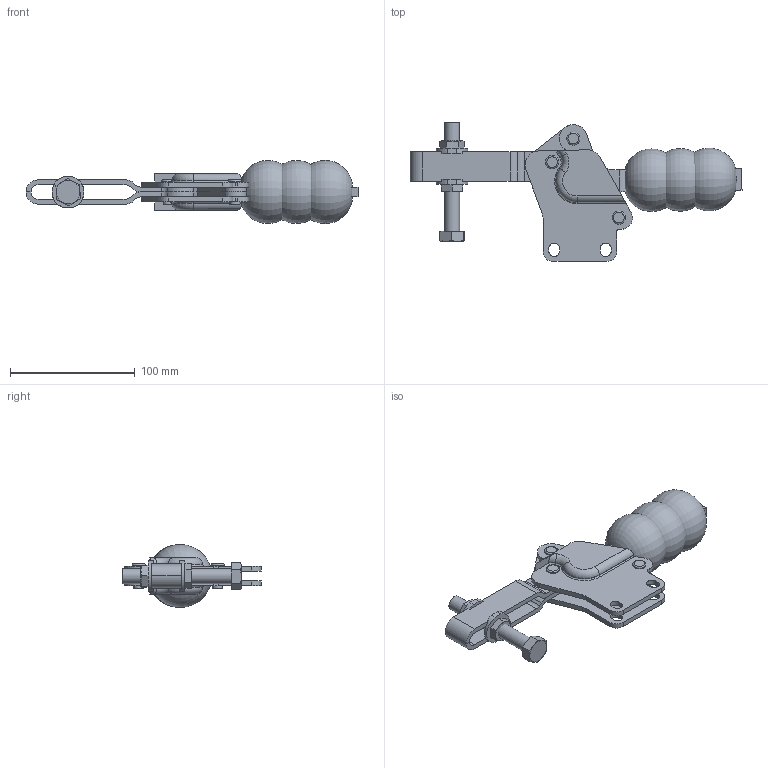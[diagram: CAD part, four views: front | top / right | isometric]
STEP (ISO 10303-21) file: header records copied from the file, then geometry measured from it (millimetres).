
FILE_DESCRIPTION(/* description */ ('Alibre Inc.'),/* implementation_level */ '2;1');
FILE_NAME(/* name */ 'export0',/* time_stamp */ '2012-02-17T12:19:22+01:00',/* author */ (''),/* organization */ (''),/* preprocessor_version */ 'ST-DEVELOPER v12',/* originating_system */ 'Alibre',/* authorisation */ '');
FILE_SCHEMA (('ALIBRE_SCHEMA','CONFIG_CONTROL_DESIGN'));
Length unit declared in the file: millimetre
Products named in the file (1): ID_1
Bounding box: 265.76 x 111.1 x 50.52 mm (x, y, z)
Volume: 278411.9 mm3; surface area: 116031.8 mm2
Topology: 20 solids, 20 shells, 353 faces, 877 edges, 540 vertices
Faces by surface type: plane 155, cylinder 137, torus 33, cone 28
Full cylindrical faces by diameter (mm): 8 x4, 8.075 x12, 8.125 x2, 8.5 x2, 10.4 x2, 10.5 x4, 12 x1, 12.6 x4, 12.89 x2
Entity records: 20701 total; most frequent: CARTESIAN_POINT 3870, ORIENTED_EDGE 3236, DIRECTION 3097, EDGE_CURVE 1618, AXIS2_PLACEMENT_3D 1331, VERTEX_POINT 1046, FACE_BOUND 922, EDGE_LOOP 920
